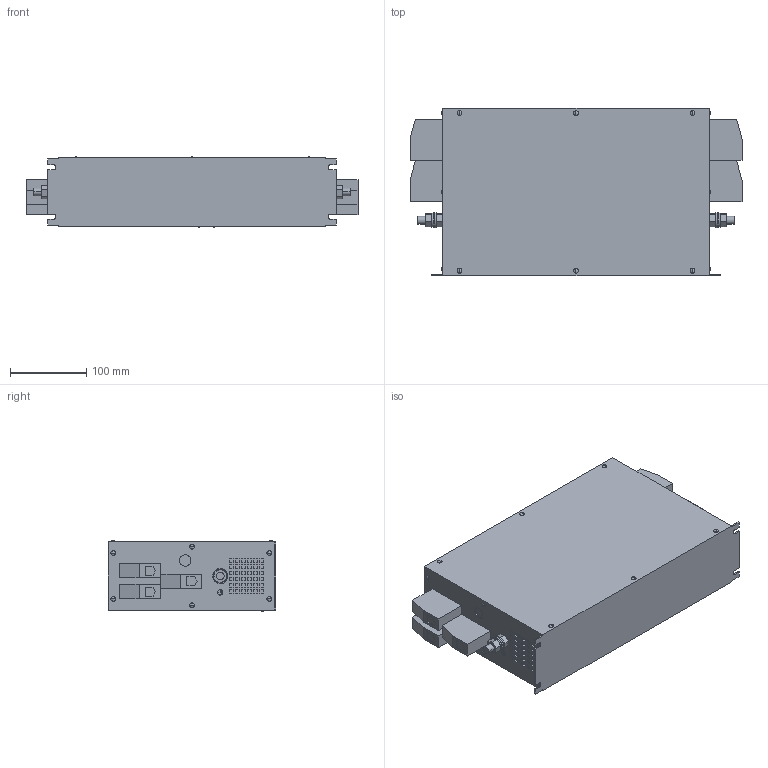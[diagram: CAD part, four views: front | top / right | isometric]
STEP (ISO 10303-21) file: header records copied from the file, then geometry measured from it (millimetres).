
FILE_DESCRIPTION (( 'STEP AP214' ), '1' );
FILE_NAME ('357710.STEP', '2024-05-24T07:41:51', ( '' ), ( '' ), 'SwSTEP 2.0', 'SolidWorks 2022', '' );
FILE_SCHEMA (( 'AUTOMOTIVE_DESIGN' ));
Length unit declared in the file: millimetre
Products named in the file (1): 357710
Bounding box: 436 x 220.05 x 92.74 mm (x, y, z)
Volume: 7189268.4 mm3; surface area: 308094.3 mm2
Topology: 1 solids, 1 shells, 1417 faces, 3416 edges, 2276 vertices
Faces by surface type: plane 1289, cylinder 88, sphere 40
Entity records: 40672 total; most frequent: CARTESIAN_POINT 7110, ORIENTED_EDGE 6832, DIRECTION 6532, EDGE_CURVE 3416, LINE 3136, VECTOR 3136, VERTEX_POINT 2276, AXIS2_PLACEMENT_3D 1698
